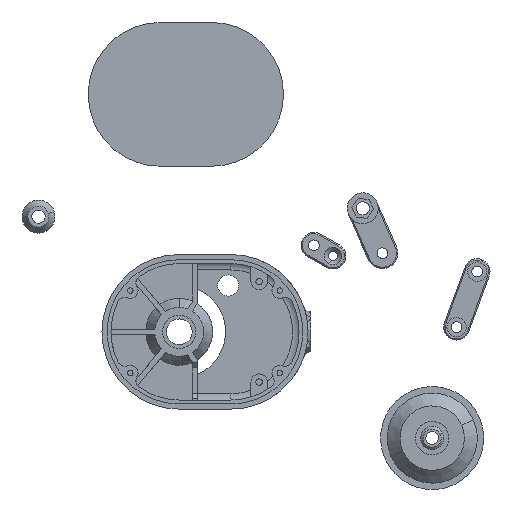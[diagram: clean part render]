
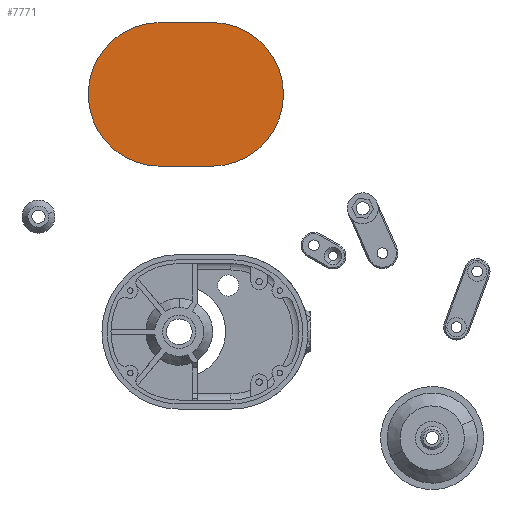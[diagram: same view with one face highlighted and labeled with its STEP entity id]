
A CAD part, front view. The second image highlights one B-rep face of the part: STEP entity #7771.
In plain terms, the highlighted planar face has unit normal (0, -1, 0).
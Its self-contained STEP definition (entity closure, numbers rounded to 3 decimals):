
#364 = AXIS2_PLACEMENT_3D ( 'NONE', #15587, #12729, #3779 ) ;
#869 = AXIS2_PLACEMENT_3D ( 'NONE', #5378, #4143, #3890 ) ;
#1402 = EDGE_CURVE ( 'NONE', #4318, #8259, #6860, .T. ) ;
#3779 = DIRECTION ( 'NONE',  ( 0., 0., -1. ) ) ;
#3890 = DIRECTION ( 'NONE',  ( 0., 0., -1. ) ) ;
#3939 = CARTESIAN_POINT ( 'NONE',  ( 20., 0., -27.9 ) ) ;
#4086 = VECTOR ( 'NONE', #13456, 1000. ) ;
#4143 = DIRECTION ( 'NONE',  ( 0., -1., 0. ) ) ;
#4307 = DIRECTION ( 'NONE',  ( 0., 0., -1. ) ) ;
#4318 = VERTEX_POINT ( 'NONE', #14960 ) ;
#4475 = DIRECTION ( 'NONE',  ( 0., -1., 0. ) ) ;
#4487 = VECTOR ( 'NONE', #14501, 1000. ) ;
#5378 = CARTESIAN_POINT ( 'NONE',  ( 0., 0., 0. ) ) ;
#5552 = CARTESIAN_POINT ( 'NONE',  ( 0., 0., 0. ) ) ;
#5766 = CARTESIAN_POINT ( 'NONE',  ( 0., 0., 27.9 ) ) ;
#5805 = CARTESIAN_POINT ( 'NONE',  ( 0., 0., -27.9 ) ) ;
#6860 = LINE ( 'NONE', #9387, #4487 ) ;
#7528 = ORIENTED_EDGE ( 'NONE', *, *, #14797, .T. ) ;
#7771 = ADVANCED_FACE ( 'NONE', ( #13451 ), #9332, .T. ) ;
#8259 = VERTEX_POINT ( 'NONE', #5766 ) ;
#9332 = PLANE ( 'NONE',  #13395 ) ;
#9387 = CARTESIAN_POINT ( 'NONE',  ( 20., 0., 27.9 ) ) ;
#10085 = VERTEX_POINT ( 'NONE', #3939 ) ;
#11144 = CARTESIAN_POINT ( 'NONE',  ( 0., 0., -27.9 ) ) ;
#11563 = CIRCLE ( 'NONE', #364, 27.9 ) ;
#12612 = CIRCLE ( 'NONE', #869, 27.9 ) ;
#12729 = DIRECTION ( 'NONE',  ( 0., -1., 0. ) ) ;
#12797 = EDGE_CURVE ( 'NONE', #16109, #10085, #15948, .T. ) ;
#13395 = AXIS2_PLACEMENT_3D ( 'NONE', #5552, #4475, #4307 ) ;
#13451 = FACE_OUTER_BOUND ( 'NONE', #15154, .T. ) ;
#13456 = DIRECTION ( 'NONE',  ( 1., 0., 0. ) ) ;
#13911 = ORIENTED_EDGE ( 'NONE', *, *, #12797, .T. ) ;
#14501 = DIRECTION ( 'NONE',  ( -1., 0., 0. ) ) ;
#14797 = EDGE_CURVE ( 'NONE', #10085, #4318, #11563, .T. ) ;
#14960 = CARTESIAN_POINT ( 'NONE',  ( 20., 0., 27.9 ) ) ;
#15154 = EDGE_LOOP ( 'NONE', ( #15707, #13911, #7528, #15875 ) ) ;
#15587 = CARTESIAN_POINT ( 'NONE',  ( 20., 0., 0. ) ) ;
#15707 = ORIENTED_EDGE ( 'NONE', *, *, #15899, .T. ) ;
#15875 = ORIENTED_EDGE ( 'NONE', *, *, #1402, .T. ) ;
#15899 = EDGE_CURVE ( 'NONE', #8259, #16109, #12612, .T. ) ;
#15948 = LINE ( 'NONE', #5805, #4086 ) ;
#16109 = VERTEX_POINT ( 'NONE', #11144 ) ;
